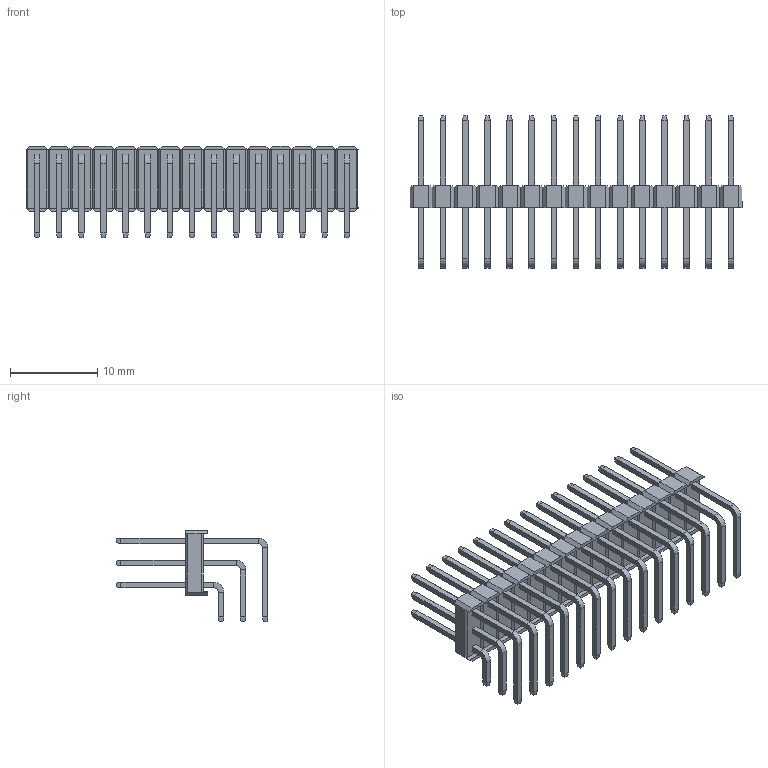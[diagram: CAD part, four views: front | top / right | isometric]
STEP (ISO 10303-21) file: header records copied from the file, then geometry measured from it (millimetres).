
FILE_DESCRIPTION (( 'STEP AP214' ), '1' );
FILE_NAME ('3x15 Male Pin Header Angle.STEP', '2018-11-17T18:50:17', ( 'M.B.I.' ), ( '' ), 'SwSTEP 2.0', '', '' );
FILE_SCHEMA (( 'AUTOMOTIVE_DESIGN' ));
Length unit declared in the file: millimetre
Products named in the file (1): 3x15 Male Pin Header Angle
Bounding box: 38.1 x 17.44 x 10.5 mm (x, y, z)
Volume: 911.8 mm3; surface area: 3487.4 mm2
Topology: 46 solids, 46 shells, 1478 faces, 3404 edges, 2018 vertices
Faces by surface type: plane 1388, cylinder 90
Entity records: 40675 total; most frequent: CARTESIAN_POINT 6901, ORIENTED_EDGE 6808, DIRECTION 6542, EDGE_CURVE 3404, LINE 3224, VECTOR 3224, VERTEX_POINT 2018, AXIS2_PLACEMENT_3D 1659
